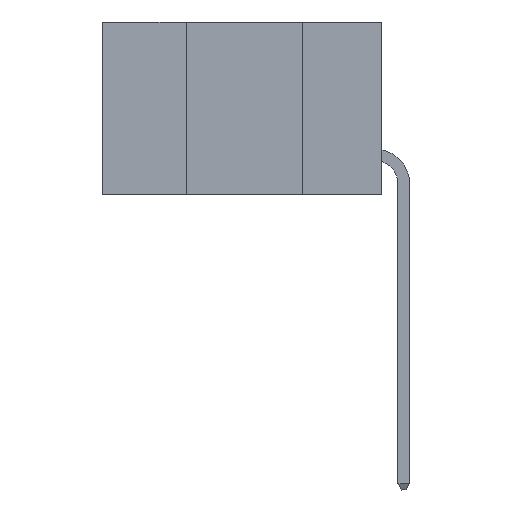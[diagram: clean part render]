
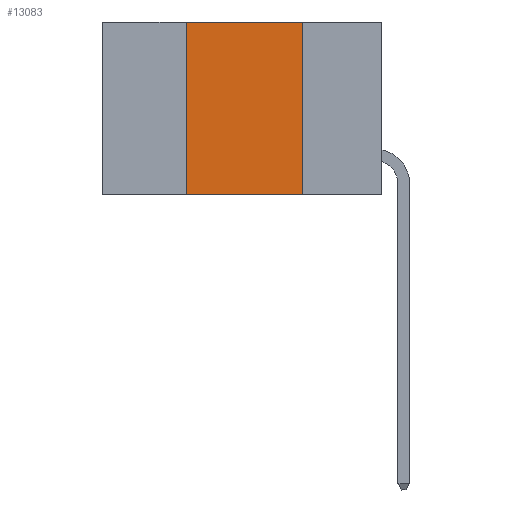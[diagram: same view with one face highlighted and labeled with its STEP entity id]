
A CAD part, left-side view. The second image highlights one B-rep face of the part: STEP entity #13083.
In plain terms, the highlighted planar face has unit normal (-1, 0, 0).
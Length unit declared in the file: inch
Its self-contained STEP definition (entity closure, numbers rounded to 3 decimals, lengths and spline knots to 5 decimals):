
#202 = VERTEX_POINT ( 'NONE', #10849 ) ;
#565 = LINE ( 'NONE', #9243, #11180 ) ;
#1883 = FACE_OUTER_BOUND ( 'NONE', #15130, .T. ) ;
#1978 = DIRECTION ( 'NONE',  ( 0., -1., 0. ) ) ;
#2150 = DIRECTION ( 'NONE',  ( 1., 0., 0. ) ) ;
#2287 = LINE ( 'NONE', #12948, #9556 ) ;
#2885 = CARTESIAN_POINT ( 'NONE',  ( 0., 0.42, -0.37 ) ) ;
#2973 = ORIENTED_EDGE ( 'NONE', *, *, #12363, .F. ) ;
#3626 = PLANE ( 'NONE',  #6760 ) ;
#4829 = EDGE_CURVE ( 'NONE', #9329, #8101, #2287, .T. ) ;
#6079 = LINE ( 'NONE', #15004, #13082 ) ;
#6494 = LINE ( 'NONE', #10468, #17906 ) ;
#6760 = AXIS2_PLACEMENT_3D ( 'NONE', #10785, #2150, #12180 ) ;
#7204 = VERTEX_POINT ( 'NONE', #2885 ) ;
#8101 = VERTEX_POINT ( 'NONE', #14772 ) ;
#8105 = DIRECTION ( 'NONE',  ( 0., 0., 1. ) ) ;
#8648 = EDGE_CURVE ( 'NONE', #7204, #202, #6079, .T. ) ;
#9243 = CARTESIAN_POINT ( 'NONE',  ( 0., 0.6, 0. ) ) ;
#9329 = VERTEX_POINT ( 'NONE', #15461 ) ;
#9556 = VECTOR ( 'NONE', #13185, 39.37008 ) ;
#9594 = EDGE_CURVE ( 'NONE', #7204, #8101, #6494, .T. ) ;
#10468 = CARTESIAN_POINT ( 'NONE',  ( 0., 0.6, -0.37 ) ) ;
#10785 = CARTESIAN_POINT ( 'NONE',  ( 0., 0.6, 0. ) ) ;
#10849 = CARTESIAN_POINT ( 'NONE',  ( 0., 0.42, 0. ) ) ;
#11180 = VECTOR ( 'NONE', #1978, 39.37008 ) ;
#11486 = ORIENTED_EDGE ( 'NONE', *, *, #4829, .F. ) ;
#12180 = DIRECTION ( 'NONE',  ( 0., 0., -1. ) ) ;
#12363 = EDGE_CURVE ( 'NONE', #202, #9329, #565, .T. ) ;
#12948 = CARTESIAN_POINT ( 'NONE',  ( 0., 0.17, 0. ) ) ;
#13082 = VECTOR ( 'NONE', #8105, 39.37008 ) ;
#13083 = ADVANCED_FACE ( 'NONE', ( #1883 ), #3626, .F. ) ;
#13185 = DIRECTION ( 'NONE',  ( 0., 0., -1. ) ) ;
#13405 = ORIENTED_EDGE ( 'NONE', *, *, #9594, .T. ) ;
#14772 = CARTESIAN_POINT ( 'NONE',  ( 0., 0.17, -0.37 ) ) ;
#15004 = CARTESIAN_POINT ( 'NONE',  ( 0., 0.42, 0. ) ) ;
#15130 = EDGE_LOOP ( 'NONE', ( #11486, #2973, #17825, #13405 ) ) ;
#15461 = CARTESIAN_POINT ( 'NONE',  ( 0., 0.17, 0. ) ) ;
#17233 = DIRECTION ( 'NONE',  ( 0., -1., 0. ) ) ;
#17825 = ORIENTED_EDGE ( 'NONE', *, *, #8648, .F. ) ;
#17906 = VECTOR ( 'NONE', #17233, 39.37008 ) ;
